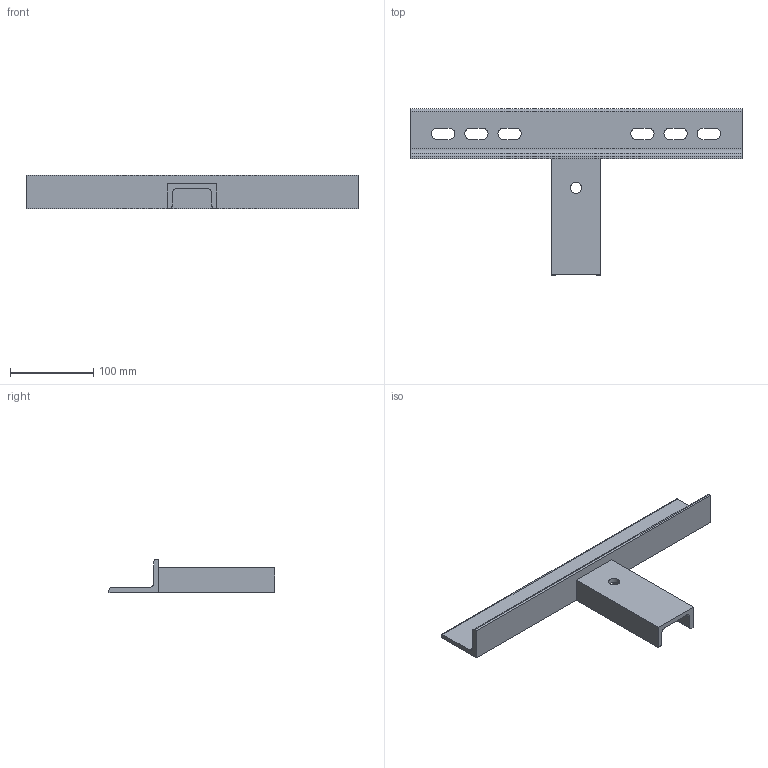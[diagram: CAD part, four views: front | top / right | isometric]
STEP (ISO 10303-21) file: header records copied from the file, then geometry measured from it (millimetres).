
FILE_DESCRIPTION (( 'STEP AP203' ), '1' );
FILE_NAME ('KTS 02.003-005_2-6346715.step', '2013-12-04T10:38:33', ( '' ), ( '' ), 'SwSTEP 2.0', 'SolidWorks 2013', '' );
FILE_SCHEMA (( 'CONFIG_CONTROL_DESIGN' ));
Length unit declared in the file: millimetre
Products named in the file (3): 051162; KTS 02.003-005_2-6346715; 051180
Assembly tree (2 placements, depth 2):
  KTS 02.003-005_2-6346715
    051162
    051180
Bounding box: 400 x 200 x 40 mm (x, y, z)
Volume: 306030.9 mm3; surface area: 109593.4 mm2
Topology: 2 solids, 2 shells, 51 faces, 141 edges, 94 vertices
Faces by surface type: plane 30, cylinder 21
Entity records: 1970 total; most frequent: DIRECTION 295, CARTESIAN_POINT 291, ORIENTED_EDGE 282, EDGE_CURVE 141, VECTOR 99, LINE 99, AXIS2_PLACEMENT_3D 98, VERTEX_POINT 94
